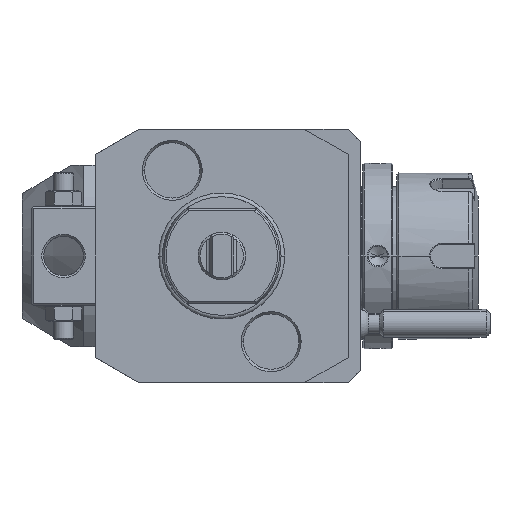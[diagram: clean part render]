
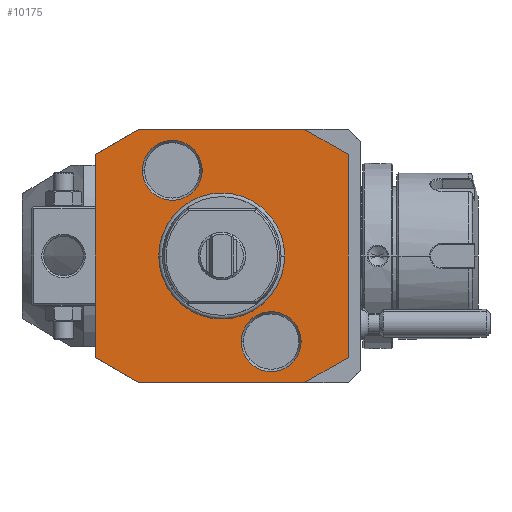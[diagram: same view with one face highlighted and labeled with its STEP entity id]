
A CAD part, front view. The second image highlights one B-rep face of the part: STEP entity #10175.
In plain terms, the highlighted planar face has unit normal (0, -1, 0).
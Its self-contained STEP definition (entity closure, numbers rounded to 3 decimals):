
#1=DIRECTION('',(0.866,0.,-0.5));
#2=VECTOR('',#1,12.702);
#3=CARTESIAN_POINT('',(21.,0.,32.));
#4=LINE('',#3,#2);
#5=DIRECTION('',(0.,0.,1.));
#6=VECTOR('',#5,51.298);
#7=CARTESIAN_POINT('',(32.,0.,-25.649));
#8=LINE('',#7,#6);
#9=DIRECTION('',(-0.866,0.,-0.5));
#10=VECTOR('',#9,12.702);
#11=CARTESIAN_POINT('',(32.,0.,-25.649));
#12=LINE('',#11,#10);
#13=DIRECTION('',(1.,0.,0.));
#14=VECTOR('',#13,42.);
#15=CARTESIAN_POINT('',(-21.,0.,-32.));
#16=LINE('',#15,#14);
#17=DIRECTION('',(0.866,0.,-0.5));
#18=VECTOR('',#17,12.702);
#19=CARTESIAN_POINT('',(-32.,0.,-25.649));
#20=LINE('',#19,#18);
#21=DIRECTION('',(0.,0.,-1.));
#22=VECTOR('',#21,51.298);
#23=CARTESIAN_POINT('',(-32.,0.,25.649));
#24=LINE('',#23,#22);
#25=DIRECTION('',(-0.866,0.,-0.5));
#26=VECTOR('',#25,12.702);
#27=CARTESIAN_POINT('',(-21.,0.,32.));
#28=LINE('',#27,#26);
#29=DIRECTION('',(-1.,0.,0.));
#30=VECTOR('',#29,42.);
#31=CARTESIAN_POINT('',(21.,0.,32.));
#32=LINE('',#31,#30);
#33=CARTESIAN_POINT('',(-12.5,0.,21.651));
#34=DIRECTION('',(0.,1.,0.));
#35=DIRECTION('',(1.,0.,0.));
#36=AXIS2_PLACEMENT_3D('',#33,#34,#35);
#38=CARTESIAN_POINT('',(-12.5,0.,21.651));
#39=DIRECTION('',(0.,1.,0.));
#40=DIRECTION('',(-1.,0.,0.));
#41=AXIS2_PLACEMENT_3D('',#38,#39,#40);
#43=CARTESIAN_POINT('',(12.5,0.,-21.651));
#44=DIRECTION('',(0.,1.,0.));
#45=DIRECTION('',(-1.,0.,0.));
#46=AXIS2_PLACEMENT_3D('',#43,#44,#45);
#48=CARTESIAN_POINT('',(12.5,0.,-21.651));
#49=DIRECTION('',(0.,1.,0.));
#50=DIRECTION('',(1.,0.,0.));
#51=AXIS2_PLACEMENT_3D('',#48,#49,#50);
#6910=CARTESIAN_POINT('',(0.,0.,0.));
#6911=DIRECTION('',(0.,-1.,0.));
#6912=DIRECTION('',(1.,0.,0.));
#6913=AXIS2_PLACEMENT_3D('',#6910,#6911,#6912);
#6915=CARTESIAN_POINT('',(0.,0.,0.));
#6916=DIRECTION('',(0.,-1.,0.));
#6917=DIRECTION('',(-1.,0.,0.));
#6918=AXIS2_PLACEMENT_3D('',#6915,#6916,#6917);
#9045=CARTESIAN_POINT('',(-4.923,0.,21.651));
#9046=CARTESIAN_POINT('',(-20.077,0.,21.651));
#9047=VERTEX_POINT('',#9045);
#9048=VERTEX_POINT('',#9046);
#9151=CARTESIAN_POINT('',(4.923,0.,
-21.651));
#9152=CARTESIAN_POINT('',(20.077,0.,
-21.651));
#9153=VERTEX_POINT('',#9151);
#9154=VERTEX_POINT('',#9152);
#9940=CARTESIAN_POINT('',(-21.,0.,32.));
#9941=CARTESIAN_POINT('',(-32.,0.,25.649));
#9942=VERTEX_POINT('',#9940);
#9943=VERTEX_POINT('',#9941);
#9944=CARTESIAN_POINT('',(-32.,0.,-25.649));
#9945=VERTEX_POINT('',#9944);
#9946=CARTESIAN_POINT('',(-21.,0.,-32.));
#9947=VERTEX_POINT('',#9946);
#9968=CARTESIAN_POINT('',(21.,0.,32.));
#9969=CARTESIAN_POINT('',(32.,0.,25.649));
#9970=VERTEX_POINT('',#9968);
#9971=VERTEX_POINT('',#9969);
#9972=CARTESIAN_POINT('',(32.,0.,-25.649));
#9973=CARTESIAN_POINT('',(21.,0.,-32.));
#9974=VERTEX_POINT('',#9972);
#9975=VERTEX_POINT('',#9973);
#9988=CARTESIAN_POINT('',(15.783,0.,0.));
#9989=CARTESIAN_POINT('',(-15.783,0.,0.));
#9990=VERTEX_POINT('',#9988);
#9991=VERTEX_POINT('',#9989);
#10134=CARTESIAN_POINT('',(0.,0.,0.));
#10135=DIRECTION('',(0.,-1.,0.));
#10136=DIRECTION('',(-1.,0.,0.));
#10137=AXIS2_PLACEMENT_3D('',#10134,#10135,#10136);
#10138=PLANE('',#10137);
#10140=ORIENTED_EDGE('',*,*,#10139,.T.);
#10142=ORIENTED_EDGE('',*,*,#10141,.F.);
#10144=ORIENTED_EDGE('',*,*,#10143,.T.);
#10146=ORIENTED_EDGE('',*,*,#10145,.F.);
#10148=ORIENTED_EDGE('',*,*,#10147,.F.);
#10150=ORIENTED_EDGE('',*,*,#10149,.F.);
#10152=ORIENTED_EDGE('',*,*,#10151,.F.);
#10154=ORIENTED_EDGE('',*,*,#10153,.F.);
#10155=EDGE_LOOP('',(#10140,#10142,#10144,#10146,#10148,#10150,#10152,#10154));
#10156=FACE_OUTER_BOUND('',#10155,.F.);
#10158=ORIENTED_EDGE('',*,*,#10157,.T.);
#10160=ORIENTED_EDGE('',*,*,#10159,.T.);
#10161=EDGE_LOOP('',(#10158,#10160));
#10162=FACE_BOUND('',#10161,.F.);
#10164=ORIENTED_EDGE('',*,*,#10163,.F.);
#10166=ORIENTED_EDGE('',*,*,#10165,.F.);
#10167=EDGE_LOOP('',(#10164,#10166));
#10168=FACE_BOUND('',#10167,.F.);
#10170=ORIENTED_EDGE('',*,*,#10169,.F.);
#10172=ORIENTED_EDGE('',*,*,#10171,.F.);
#10173=EDGE_LOOP('',(#10170,#10172));
#10174=FACE_BOUND('',#10173,.F.);
#37=CIRCLE('',#36,7.577);
#42=CIRCLE('',#41,7.577);
#47=CIRCLE('',#46,7.577);
#52=CIRCLE('',#51,7.577);
#6914=CIRCLE('',#6913,15.783);
#6919=CIRCLE('',#6918,15.783);
#10139=EDGE_CURVE('',#9970,#9971,#4,.T.);
#10141=EDGE_CURVE('',#9974,#9971,#8,.T.);
#10143=EDGE_CURVE('',#9974,#9975,#12,.T.);
#10145=EDGE_CURVE('',#9947,#9975,#16,.T.);
#10147=EDGE_CURVE('',#9945,#9947,#20,.T.);
#10149=EDGE_CURVE('',#9943,#9945,#24,.T.);
#10151=EDGE_CURVE('',#9942,#9943,#28,.T.);
#10153=EDGE_CURVE('',#9970,#9942,#32,.T.);
#10157=EDGE_CURVE('',#9990,#9991,#6914,.T.);
#10159=EDGE_CURVE('',#9991,#9990,#6919,.T.);
#10163=EDGE_CURVE('',#9047,#9048,#37,.T.);
#10165=EDGE_CURVE('',#9048,#9047,#42,.T.);
#10169=EDGE_CURVE('',#9153,#9154,#47,.T.);
#10171=EDGE_CURVE('',#9154,#9153,#52,.T.);
#10175=ADVANCED_FACE('',(#10156,#10162,#10168,#10174),#10138,.T.);
